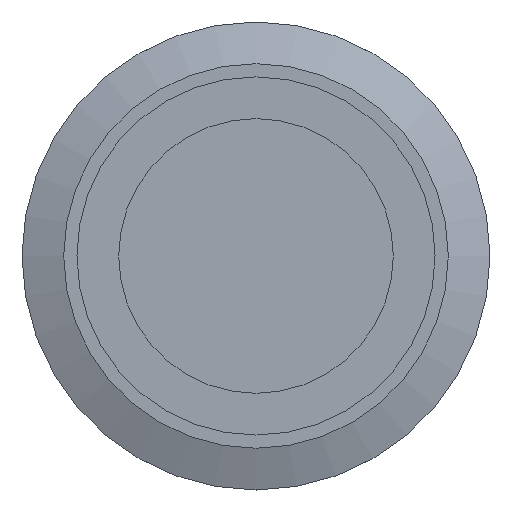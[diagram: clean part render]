
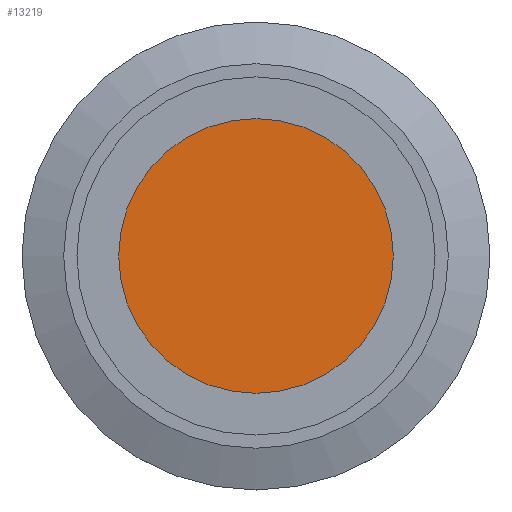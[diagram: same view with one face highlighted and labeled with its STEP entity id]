
A CAD part, top view. The second image highlights one B-rep face of the part: STEP entity #13219.
In plain terms, the highlighted planar face has unit normal (0, 0, 1).
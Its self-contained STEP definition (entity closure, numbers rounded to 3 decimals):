
#487=PLANE('',#14670);
#1300=FACE_OUTER_BOUND('',#2077,.T.);
#2077=EDGE_LOOP('',(#12012));
#5207=CIRCLE('',#14635,13.5);
#6328=VERTEX_POINT('',#24653);
#8225=EDGE_CURVE('',#6328,#6328,#5207,.T.);
#12012=ORIENTED_EDGE('',*,*,#8225,.F.);
#13219=ADVANCED_FACE('',(#1300),#487,.F.);
#14635=AXIS2_PLACEMENT_3D('',#24654,#18376,#18377);
#14670=AXIS2_PLACEMENT_3D('',#24718,#18454,#18455);
#18376=DIRECTION('center_axis',(0.,0.,
-1.));
#18377=DIRECTION('ref_axis',(0.,1.,0.));
#18454=DIRECTION('center_axis',(0.,0.,
-1.));
#18455=DIRECTION('ref_axis',(0.,1.,0.));
#24653=CARTESIAN_POINT('',(0.,-13.5,41.7));
#24654=CARTESIAN_POINT('Origin',(0.,0.,
41.7));
#24718=CARTESIAN_POINT('Origin',(0.,0.,
41.7));
